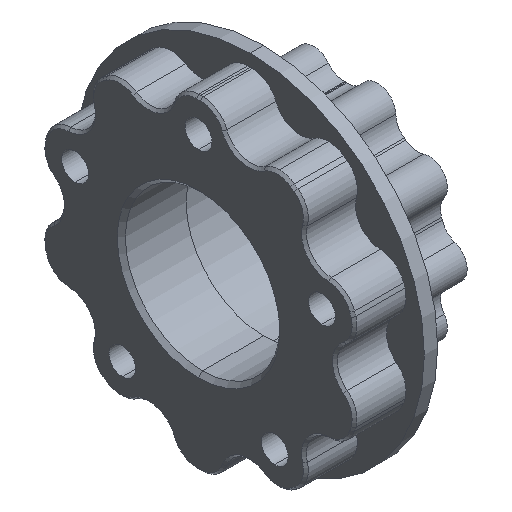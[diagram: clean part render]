
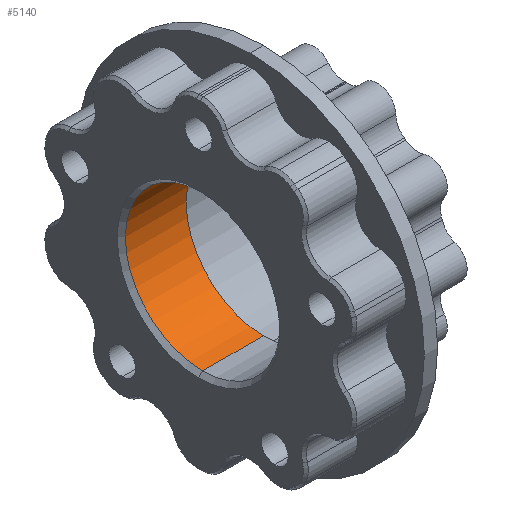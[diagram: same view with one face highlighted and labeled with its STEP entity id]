
A CAD part, isometric view. The second image highlights one B-rep face of the part: STEP entity #5140.
In plain terms, the highlighted cylindrical face has radius 9.525 mm (diameter 19.05 mm), a partial arc.
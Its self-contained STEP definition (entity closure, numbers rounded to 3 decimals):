
#274 = CARTESIAN_POINT ( 'NONE',  ( -4.35, 0., 0. ) ) ;
#419 = EDGE_CURVE ( 'NONE', #2029, #6113, #6084, .T. ) ;
#664 = VERTEX_POINT ( 'NONE', #1153 ) ;
#962 = CARTESIAN_POINT ( 'NONE',  ( -11.85, 0., 9.525 ) ) ;
#1032 = DIRECTION ( 'NONE',  ( 0., 0., 1. ) ) ;
#1153 = CARTESIAN_POINT ( 'NONE',  ( -11.85, 0., -9.525 ) ) ;
#1370 = EDGE_CURVE ( 'NONE', #3657, #664, #5853, .T. ) ;
#1546 = DIRECTION ( 'NONE',  ( -1., 0., 0. ) ) ;
#1977 = ORIENTED_EDGE ( 'NONE', *, *, #5960, .T. ) ;
#2029 = VERTEX_POINT ( 'NONE', #3500 ) ;
#2498 = CARTESIAN_POINT ( 'NONE',  ( 10., 0., -9.525 ) ) ;
#2567 = AXIS2_PLACEMENT_3D ( 'NONE', #274, #5289, #2855 ) ;
#2631 = CARTESIAN_POINT ( 'NONE',  ( -11.85, 0., 0. ) ) ;
#2665 = CARTESIAN_POINT ( 'NONE',  ( -4.35, 0., -9.525 ) ) ;
#2837 = CYLINDRICAL_SURFACE ( 'NONE', #3765, 9.525 ) ;
#2855 = DIRECTION ( 'NONE',  ( 0., 0., 1. ) ) ;
#2914 = DIRECTION ( 'NONE',  ( -1., 0., 0. ) ) ;
#3050 = EDGE_LOOP ( 'NONE', ( #5418, #6444, #1977, #5187 ) ) ;
#3293 = AXIS2_PLACEMENT_3D ( 'NONE', #2631, #1546, #1032 ) ;
#3299 = CARTESIAN_POINT ( 'NONE',  ( 10., 0., 0. ) ) ;
#3380 = CARTESIAN_POINT ( 'NONE',  ( 10., 0., 9.525 ) ) ;
#3500 = CARTESIAN_POINT ( 'NONE',  ( -4.35, 0., 9.525 ) ) ;
#3657 = VERTEX_POINT ( 'NONE', #962 ) ;
#3765 = AXIS2_PLACEMENT_3D ( 'NONE', #3299, #4880, #6427 ) ;
#4880 = DIRECTION ( 'NONE',  ( -1., 0., 0. ) ) ;
#5140 = ADVANCED_FACE ( 'NONE', ( #5376 ), #2837, .F. ) ;
#5187 = ORIENTED_EDGE ( 'NONE', *, *, #1370, .T. ) ;
#5289 = DIRECTION ( 'NONE',  ( -1., 0., 0. ) ) ;
#5306 = LINE ( 'NONE', #3380, #6359 ) ;
#5376 = FACE_OUTER_BOUND ( 'NONE', #3050, .T. ) ;
#5388 = VECTOR ( 'NONE', #6614, 1000. ) ;
#5418 = ORIENTED_EDGE ( 'NONE', *, *, #6210, .F. ) ;
#5853 = CIRCLE ( 'NONE', #3293, 9.525 ) ;
#5960 = EDGE_CURVE ( 'NONE', #2029, #3657, #5306, .T. ) ;
#6067 = LINE ( 'NONE', #2498, #5388 ) ;
#6084 = CIRCLE ( 'NONE', #2567, 9.525 ) ;
#6113 = VERTEX_POINT ( 'NONE', #2665 ) ;
#6210 = EDGE_CURVE ( 'NONE', #6113, #664, #6067, .T. ) ;
#6359 = VECTOR ( 'NONE', #2914, 1000. ) ;
#6427 = DIRECTION ( 'NONE',  ( 0., 0., 1. ) ) ;
#6444 = ORIENTED_EDGE ( 'NONE', *, *, #419, .F. ) ;
#6614 = DIRECTION ( 'NONE',  ( -1., 0., 0. ) ) ;
